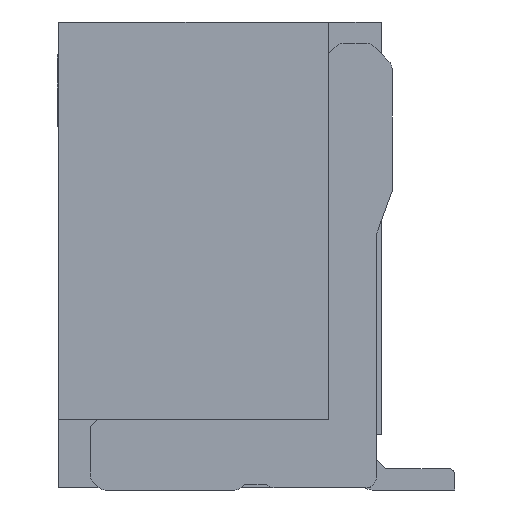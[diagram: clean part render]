
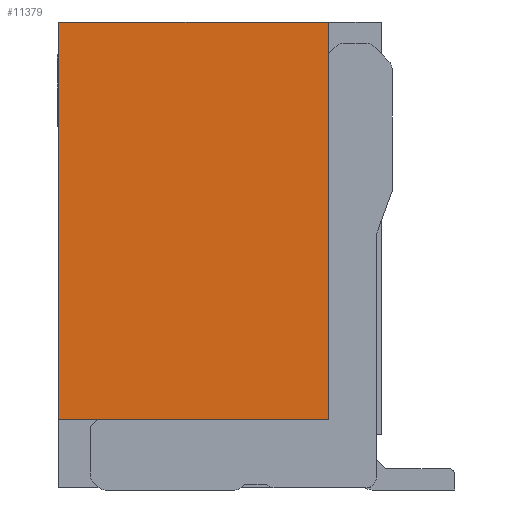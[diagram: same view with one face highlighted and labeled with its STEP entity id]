
A CAD part, left-side view. The second image highlights one B-rep face of the part: STEP entity #11379.
In plain terms, the highlighted planar face has unit normal (-1, 0, 0).
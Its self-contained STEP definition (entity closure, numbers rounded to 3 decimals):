
#635=FACE_OUTER_BOUND('',#1250,.T.);
#1250=EDGE_LOOP('',(#7773,#7774,#7775,#7776));
#1917=LINE('',#15678,#3210);
#2184=LINE('',#16507,#3477);
#2199=LINE('',#16537,#3492);
#2200=LINE('',#16538,#3493);
#3210=VECTOR('',#12941,1.);
#3477=VECTOR('',#13320,1.);
#3492=VECTOR('',#13337,1.);
#3493=VECTOR('',#13338,1.);
#4479=VERTEX_POINT('',#15675);
#4480=VERTEX_POINT('',#15677);
#4802=VERTEX_POINT('',#16506);
#4816=VERTEX_POINT('',#16536);
#5601=EDGE_CURVE('',#4480,#4479,#1917,.T.);
#5946=EDGE_CURVE('',#4480,#4802,#2184,.T.);
#5961=EDGE_CURVE('',#4816,#4479,#2199,.T.);
#5962=EDGE_CURVE('',#4802,#4816,#2200,.T.);
#7773=ORIENTED_EDGE('',*,*,#5601,.T.);
#7774=ORIENTED_EDGE('',*,*,#5961,.F.);
#7775=ORIENTED_EDGE('',*,*,#5962,.F.);
#7776=ORIENTED_EDGE('',*,*,#5946,.F.);
#10344=PLANE('',#12049);
#11379=ADVANCED_FACE('',(#635),#10344,.F.);
#12049=AXIS2_PLACEMENT_3D('',#16535,#13335,#13336);
#12941=DIRECTION('',(0.,0.,-1.));
#13320=DIRECTION('',(0.,-1.,0.));
#13335=DIRECTION('center_axis',(1.,0.,0.));
#13336=DIRECTION('ref_axis',(0.,0.,-1.));
#13337=DIRECTION('',(0.,1.,0.));
#13338=DIRECTION('',(0.,0.,-1.));
#15675=CARTESIAN_POINT('',(-4.175,2.224,0.67));
#15677=CARTESIAN_POINT('',(-4.175,2.224,4.42));
#15678=CARTESIAN_POINT('',(-4.175,2.224,4.42));
#16506=CARTESIAN_POINT('',(-4.175,-0.326,4.42));
#16507=CARTESIAN_POINT('',(-4.175,2.224,4.42));
#16535=CARTESIAN_POINT('Origin',(-4.175,2.224,4.42));
#16536=CARTESIAN_POINT('',(-4.175,-0.326,0.67));
#16537=CARTESIAN_POINT('',(-4.175,-0.326,0.67));
#16538=CARTESIAN_POINT('',(-4.175,-0.326,4.42));
